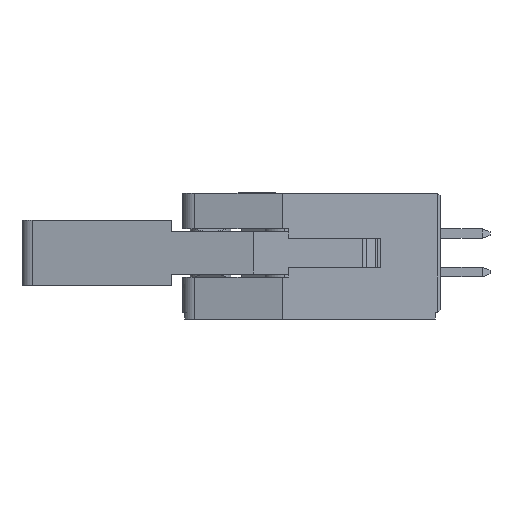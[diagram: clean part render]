
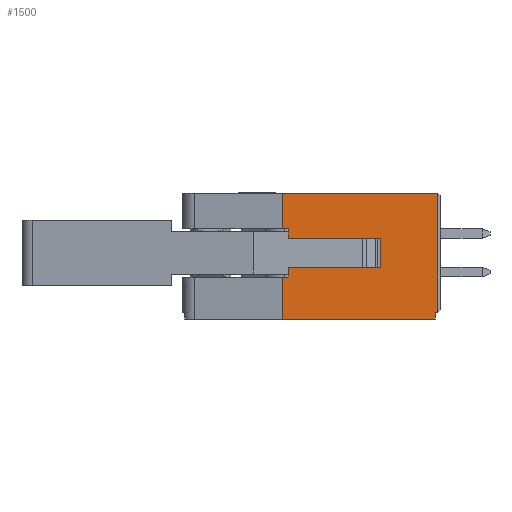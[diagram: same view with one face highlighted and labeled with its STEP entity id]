
A CAD part, left-side view. The second image highlights one B-rep face of the part: STEP entity #1500.
In plain terms, the highlighted planar face has unit normal (-1, 0, 0).
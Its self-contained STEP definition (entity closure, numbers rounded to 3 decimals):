
#72=CARTESIAN_POINT('',(-27.022,-9.841,-4.081));
#73=VERTEX_POINT('',#72);
#80=CARTESIAN_POINT('',(-27.022,-9.691,-4.081));
#81=VERTEX_POINT('',#80);
#82=CARTESIAN_POINT('',(-27.022,-9.841,-4.081));
#83=DIRECTION('',(0.,1.,0.));
#84=VECTOR('',#83,0.15);
#85=LINE('',#82,#84);
#86=EDGE_CURVE('',#73,#81,#85,.T.);
#798=CARTESIAN_POINT('',(-27.022,0.009,1.444));
#799=VERTEX_POINT('',#798);
#806=CARTESIAN_POINT('',(-27.022,0.409,1.444));
#807=VERTEX_POINT('',#806);
#808=CARTESIAN_POINT('',(-27.022,0.009,1.444));
#809=DIRECTION('',(0.,1.,0.));
#810=VECTOR('',#809,0.4);
#811=LINE('',#808,#810);
#812=EDGE_CURVE('',#799,#807,#811,.T.);
#1198=CARTESIAN_POINT('',(-27.022,0.409,-1.756));
#1199=VERTEX_POINT('',#1198);
#1206=CARTESIAN_POINT('',(-27.022,0.009,-1.756));
#1207=VERTEX_POINT('',#1206);
#1208=CARTESIAN_POINT('',(-27.022,0.409,-1.756));
#1209=DIRECTION('',(0.,-1.,0.));
#1210=VECTOR('',#1209,0.4);
#1211=LINE('',#1208,#1210);
#1212=EDGE_CURVE('',#1199,#1207,#1211,.T.);
#1335=CARTESIAN_POINT('',(-27.022,0.009,0.794));
#1336=VERTEX_POINT('',#1335);
#1361=CARTESIAN_POINT('',(-27.022,-6.091,0.794));
#1362=VERTEX_POINT('',#1361);
#1369=CARTESIAN_POINT('',(-27.022,-6.091,0.794));
#1370=DIRECTION('',(0.,1.,0.));
#1371=VECTOR('',#1370,6.1);
#1372=LINE('',#1369,#1371);
#1373=EDGE_CURVE('',#1362,#1336,#1372,.T.);
#1383=CARTESIAN_POINT('',(-27.022,-6.091,-1.106));
#1384=VERTEX_POINT('',#1383);
#1409=CARTESIAN_POINT('',(-27.022,0.009,-1.106));
#1410=VERTEX_POINT('',#1409);
#1417=CARTESIAN_POINT('',(-27.022,0.009,-1.106));
#1418=DIRECTION('',(0.,-1.,0.));
#1419=VECTOR('',#1418,6.1);
#1420=LINE('',#1417,#1419);
#1421=EDGE_CURVE('',#1410,#1384,#1420,.T.);
#1426=CARTESIAN_POINT('',(-27.022,0.409,-4.081));
#1427=DIRECTION('',(0.,-1.,0.));
#1428=DIRECTION('',(-1.,0.,0.));
#1429=AXIS2_PLACEMENT_3D('',#1426,#1428,#1427);
#1430=PLANE('',#1429);
#1431=CARTESIAN_POINT('',(-27.022,-6.091,0.794));
#1432=DIRECTION('',(0.,0.,-1.));
#1433=VECTOR('',#1432,1.9);
#1434=LINE('',#1431,#1433);
#1435=EDGE_CURVE('',#1362,#1384,#1434,.T.);
#1436=ORIENTED_EDGE('',*,*,#1435,.T.);
#1437=ORIENTED_EDGE('',*,*,#1421,.F.);
#1438=CARTESIAN_POINT('',(-27.022,0.009,-1.106));
#1439=DIRECTION('',(0.,0.,-1.));
#1440=VECTOR('',#1439,0.65);
#1441=LINE('',#1438,#1440);
#1442=EDGE_CURVE('',#1410,#1207,#1441,.T.);
#1443=ORIENTED_EDGE('',*,*,#1442,.T.);
#1444=ORIENTED_EDGE('',*,*,#1212,.F.);
#1445=CARTESIAN_POINT('',(-27.022,0.409,-4.531));
#1446=VERTEX_POINT('',#1445);
#1447=CARTESIAN_POINT('',(-27.022,0.409,-1.756));
#1448=DIRECTION('',(0.,0.,-1.));
#1449=VECTOR('',#1448,2.775);
#1450=LINE('',#1447,#1449);
#1451=EDGE_CURVE('',#1199,#1446,#1450,.T.);
#1452=ORIENTED_EDGE('',*,*,#1451,.T.);
#1453=CARTESIAN_POINT('',(-27.022,-9.691,-4.531));
#1454=VERTEX_POINT('',#1453);
#1455=CARTESIAN_POINT('',(-27.022,0.409,-4.531));
#1456=DIRECTION('',(0.,-1.,0.));
#1457=VECTOR('',#1456,10.1);
#1458=LINE('',#1455,#1457);
#1459=EDGE_CURVE('',#1446,#1454,#1458,.T.);
#1460=ORIENTED_EDGE('',*,*,#1459,.T.);
#1461=CARTESIAN_POINT('',(-27.022,-9.691,-4.531));
#1462=DIRECTION('',(0.,0.,1.));
#1463=VECTOR('',#1462,0.45);
#1464=LINE('',#1461,#1463);
#1465=EDGE_CURVE('',#1454,#81,#1464,.T.);
#1466=ORIENTED_EDGE('',*,*,#1465,.T.);
#1467=ORIENTED_EDGE('',*,*,#86,.F.);
#1468=CARTESIAN_POINT('',(-27.022,-9.841,3.769));
#1469=VERTEX_POINT('',#1468);
#1470=CARTESIAN_POINT('',(-27.022,-9.841,-4.081));
#1471=DIRECTION('',(0.,0.,1.));
#1472=VECTOR('',#1471,7.85);
#1473=LINE('',#1470,#1472);
#1474=EDGE_CURVE('',#73,#1469,#1473,.T.);
#1475=ORIENTED_EDGE('',*,*,#1474,.T.);
#1476=CARTESIAN_POINT('',(-27.022,0.409,3.769));
#1477=VERTEX_POINT('',#1476);
#1478=CARTESIAN_POINT('',(-27.022,-9.841,3.769));
#1479=DIRECTION('',(0.,1.,0.));
#1480=VECTOR('',#1479,10.25);
#1481=LINE('',#1478,#1480);
#1482=EDGE_CURVE('',#1469,#1477,#1481,.T.);
#1483=ORIENTED_EDGE('',*,*,#1482,.T.);
#1484=CARTESIAN_POINT('',(-27.022,0.409,3.769));
#1485=DIRECTION('',(0.,0.,-1.));
#1486=VECTOR('',#1485,2.325);
#1487=LINE('',#1484,#1486);
#1488=EDGE_CURVE('',#1477,#807,#1487,.T.);
#1489=ORIENTED_EDGE('',*,*,#1488,.T.);
#1490=ORIENTED_EDGE('',*,*,#812,.F.);
#1491=CARTESIAN_POINT('',(-27.022,0.009,1.444));
#1492=DIRECTION('',(0.,0.,-1.));
#1493=VECTOR('',#1492,0.65);
#1494=LINE('',#1491,#1493);
#1495=EDGE_CURVE('',#799,#1336,#1494,.T.);
#1496=ORIENTED_EDGE('',*,*,#1495,.T.);
#1497=ORIENTED_EDGE('',*,*,#1373,.F.);
#1498=EDGE_LOOP('',(#1436,#1437,#1443,#1444,#1452,#1460,#1466,#1467,#1475,#1483,#1489,#1490,#1496,#1497));
#1499=FACE_OUTER_BOUND('',#1498,.T.);
#1500=ADVANCED_FACE('',(#1499),#1430,.T.);
